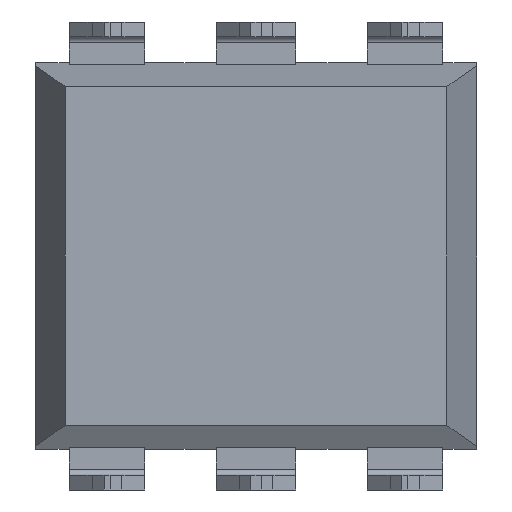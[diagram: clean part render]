
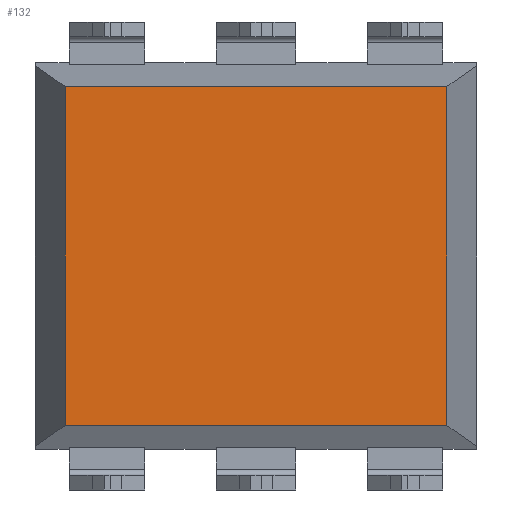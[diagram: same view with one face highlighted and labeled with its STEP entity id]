
A CAD part, front view. The second image highlights one B-rep face of the part: STEP entity #132.
In plain terms, the highlighted planar face has unit normal (0, -1, 0).
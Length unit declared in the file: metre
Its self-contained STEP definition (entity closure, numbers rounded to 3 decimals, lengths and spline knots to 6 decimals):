
#132 = ADVANCED_FACE( '', ( #359 ), #360, .T. );
#359 = FACE_OUTER_BOUND( '', #680, .T. );
#360 = PLANE( '', #681 );
#680 = EDGE_LOOP( '', ( #1005, #1006, #1007, #1008 ) );
#681 = AXIS2_PLACEMENT_3D( '', #1009, #1010, #1011 );
#1005 = ORIENTED_EDGE( '', *, *, #2019, .F. );
#1006 = ORIENTED_EDGE( '', *, *, #2020, .T. );
#1007 = ORIENTED_EDGE( '', *, *, #2021, .T. );
#1008 = ORIENTED_EDGE( '', *, *, #2022, .T. );
#1009 = CARTESIAN_POINT( '', ( -0.00057, 0.00335, -0.001085 ) );
#1010 = DIRECTION( '', ( 0., -1., 0. ) );
#1011 = DIRECTION( '', ( 0., 0., -1. ) );
#2019 = EDGE_CURVE( '', #2433, #2434, #2435, .T. );
#2020 = EDGE_CURVE( '', #2433, #2436, #2437, .T. );
#2021 = EDGE_CURVE( '', #2436, #2438, #2439, .T. );
#2022 = EDGE_CURVE( '', #2438, #2434, #2440, .T. );
#2433 = VERTEX_POINT( '', #3049 );
#2434 = VERTEX_POINT( '', #3050 );
#2435 = LINE( '', #3051, #3052 );
#2436 = VERTEX_POINT( '', #3053 );
#2437 = LINE( '', #3054, #3055 );
#2438 = VERTEX_POINT( '', #3056 );
#2439 = LINE( '', #3057, #3058 );
#2440 = LINE( '', #3059, #3060 );
#3049 = CARTESIAN_POINT( '', ( -0.00007, 0.00335, -0.001085 ) );
#3050 = CARTESIAN_POINT( '', ( 0.00635, 0.00335, -0.001085 ) );
#3051 = CARTESIAN_POINT( '', ( -0.00057, 0.00335, -0.001085 ) );
#3052 = VECTOR( '', #3914, 1. );
#3053 = CARTESIAN_POINT( '', ( -0.00007, 0.00335, -0.006785 ) );
#3054 = CARTESIAN_POINT( '', ( -0.00007, 0.00335, -0.001085 ) );
#3055 = VECTOR( '', #3915, 1. );
#3056 = CARTESIAN_POINT( '', ( 0.00635, 0.00335, -0.006785 ) );
#3057 = CARTESIAN_POINT( '', ( -0.00057, 0.00335, -0.006785 ) );
#3058 = VECTOR( '', #3916, 1. );
#3059 = CARTESIAN_POINT( '', ( 0.00635, 0.00335, -0.001085 ) );
#3060 = VECTOR( '', #3917, 1. );
#3914 = DIRECTION( '', ( 1., 0., 0. ) );
#3915 = DIRECTION( '', ( 0., 0., -1. ) );
#3916 = DIRECTION( '', ( 1., 0., 0. ) );
#3917 = DIRECTION( '', ( 0., 0., 1. ) );
